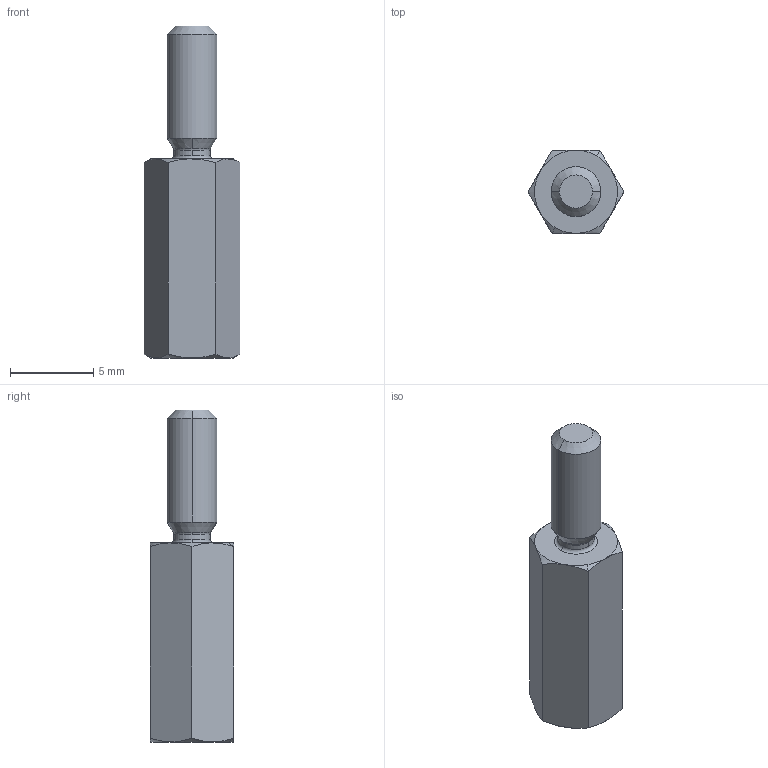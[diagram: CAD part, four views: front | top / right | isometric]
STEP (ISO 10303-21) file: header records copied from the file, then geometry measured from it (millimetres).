
FILE_DESCRIPTION(('STEP AP214'),'1');
FILE_NAME('gbm_3050_12.stp','2020-03-14T08:39:35',('TraceParts'),('TraceParts S.A.'),'Spatial InterOp 3D',' ',' ');
FILE_SCHEMA(('AUTOMOTIVE_DESIGN { 1 0 10303 214 1 1 1 1 }'));
Length unit declared in the file: millimetre
Products named in the file (1): gbm_3050_12
Bounding box: 5.77 x 5 x 20 mm (x, y, z)
Volume: 276.6 mm3; surface area: 375.6 mm2
Topology: 1 solids, 1 shells, 31 faces, 75 edges, 46 vertices
Faces by surface type: cone 12, plane 9, cylinder 6, torus 4
Entity records: 1160 total; most frequent: CARTESIAN_POINT 175, DIRECTION 162, ORIENTED_EDGE 146, EDGE_CURVE 73, AXIS2_PLACEMENT_3D 69, VERTEX_POINT 46, CIRCLE 37, EDGE_LOOP 33
